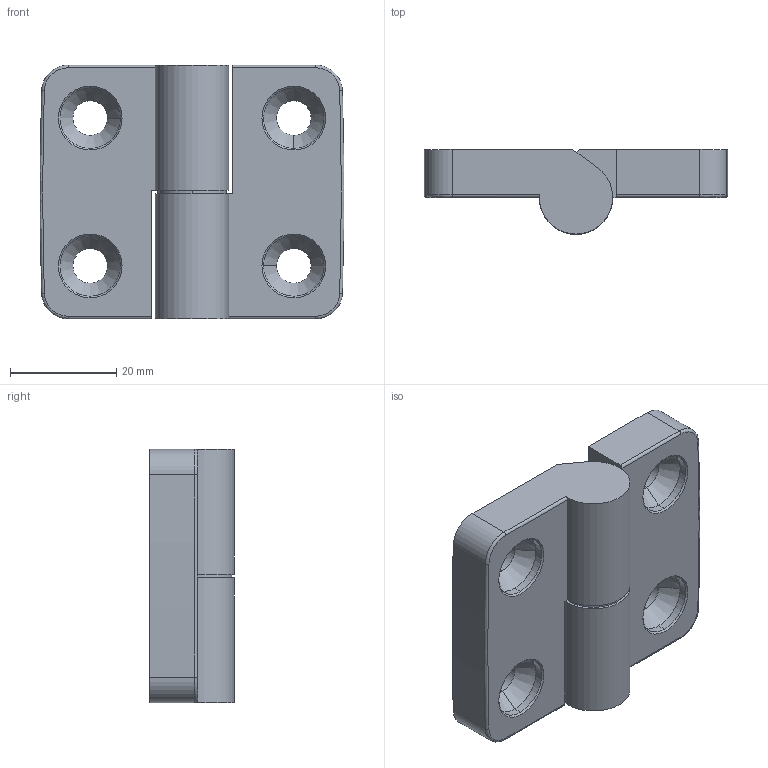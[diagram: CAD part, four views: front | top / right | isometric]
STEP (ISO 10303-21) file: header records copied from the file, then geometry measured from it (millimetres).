
FILE_DESCRIPTION (( 'STEP AP203' ), '1' );
FILE_NAME ('350.1100A.01.STEP', '2024-04-15T07:34:11', ( 'PC' ), ( 'Microsoft' ), 'SwSTEP 2.0', 'SolidWorks 2016', '' );
FILE_SCHEMA (( 'CONFIG_CONTROL_DESIGN' ));
Length unit declared in the file: millimetre
Products named in the file (4): 350-1100A-01-1; 350.1100A.01; 350-1100A-01-3; 350-1100A-01-2
Assembly tree (3 placements, depth 2):
  350.1100A.01
    350-1100A-01-2
    350-1100A-01-3
    350-1100A-01-1
Bounding box: 57.13 x 15.9 x 47.7 mm (x, y, z)
Volume: 22483.6 mm3; surface area: 10913.8 mm2
Topology: 3 solids, 3 shells, 102 faces, 246 edges, 156 vertices
Faces by surface type: cylinder 40, plane 38, cone 16, bspline 8
Entity records: 3607 total; most frequent: CARTESIAN_POINT 769, DIRECTION 534, ORIENTED_EDGE 492, EDGE_CURVE 246, AXIS2_PLACEMENT_3D 200, VERTEX_POINT 156, LINE 134, VECTOR 134
